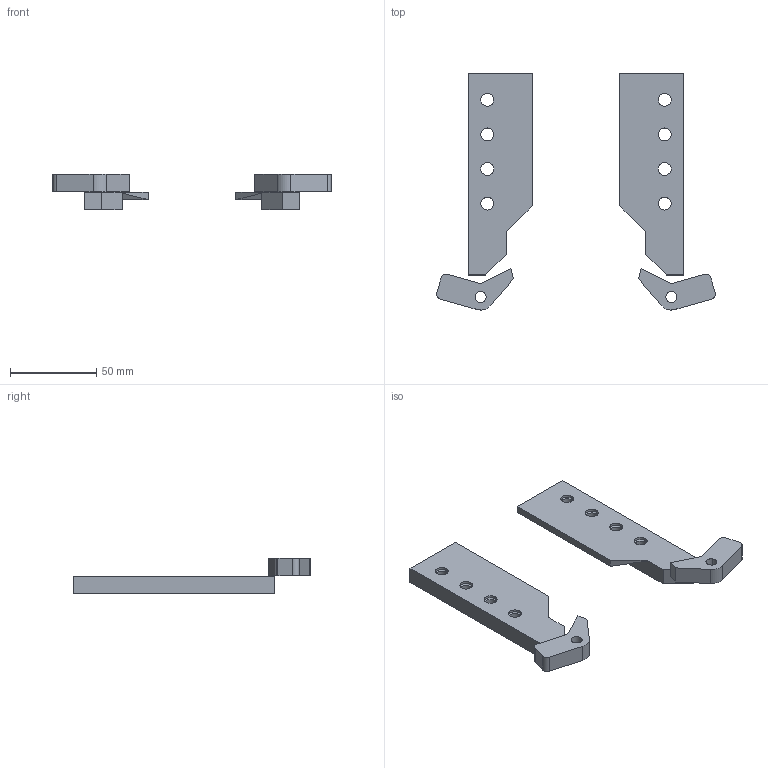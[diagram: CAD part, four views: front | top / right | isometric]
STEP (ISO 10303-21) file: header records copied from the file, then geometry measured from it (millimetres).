
FILE_DESCRIPTION (( 'STEP AP214' ), '1' );
FILE_NAME ('Tool rack assembly.STEP', '2025-10-26T22:53:18', ( '' ), ( '' ), 'SwSTEP 2.0', 'SolidWorks 2025', '' );
FILE_SCHEMA (( 'AUTOMOTIVE_DESIGN' ));
Length unit declared in the file: millimetre
Products named in the file (4): Tool rack assembly; MirrorTool insert part; Tool insert part; Spring lock
Assembly tree (4 placements, depth 2):
  Tool rack assembly
    Tool insert part
    Spring lock  x2
    MirrorTool insert part
Bounding box: 161.17 x 136.61 x 20.4 mm (x, y, z)
Volume: 67567.4 mm3; surface area: 27262.9 mm2
Topology: 4 solids, 4 shells, 132 faces, 306 edges, 182 vertices
Faces by surface type: cylinder 62, plane 38, torus 32
Entity records: 3440 total; most frequent: DIRECTION 657, CARTESIAN_POINT 547, ORIENTED_EDGE 534, EDGE_CURVE 267, AXIS2_PLACEMENT_3D 266, VERTEX_POINT 156, CIRCLE 142, EDGE_LOOP 135
